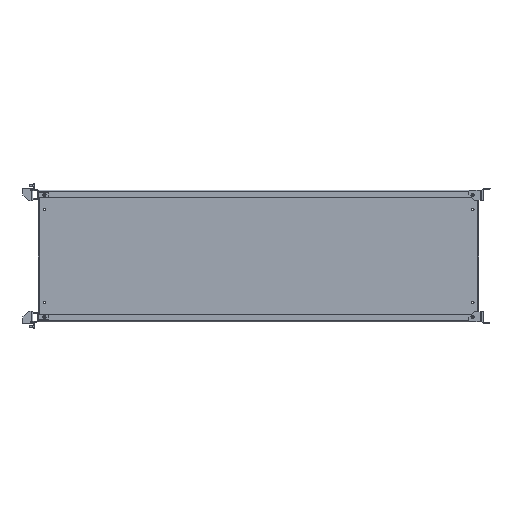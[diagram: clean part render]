
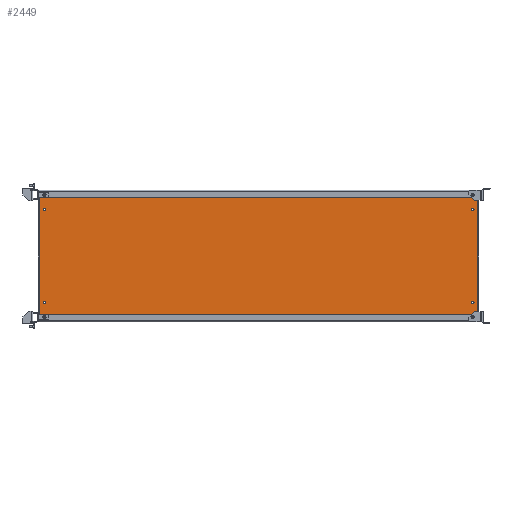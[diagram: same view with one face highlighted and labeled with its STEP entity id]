
A CAD part, top view. The second image highlights one B-rep face of the part: STEP entity #2449.
In plain terms, the highlighted planar face has unit normal (0, 0, 1).
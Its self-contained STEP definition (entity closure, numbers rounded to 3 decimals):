
#1826=B_SPLINE_CURVE_WITH_KNOTS('',1,(#12810,#12811,#12812),
 .UNSPECIFIED.,.F.,.F.,(2,1,2),(0.,0.272,1.),.UNSPECIFIED.);
#2160=FACE_BOUND('',#3605,.T.);
#2161=FACE_BOUND('',#3606,.T.);
#2162=FACE_BOUND('',#3607,.T.);
#2163=FACE_BOUND('',#3608,.T.);
#2164=FACE_BOUND('',#3609,.T.);
#2165=FACE_BOUND('',#3610,.T.);
#2166=FACE_BOUND('',#3611,.T.);
#2167=FACE_BOUND('',#3612,.T.);
#2168=FACE_BOUND('',#3613,.T.);
#2449=ADVANCED_FACE('F2',(#2160,#2161,#2162,#2163,#2164,#2165,#2166,#2167,
#2168),#2871,.F.);
#2871=PLANE('',#10051);
#3605=EDGE_LOOP('',(#4490,#4491,#4492,#4493,#4494,#4495,#4496,#4497,#4498,
#4499,#4500,#4501));
#3606=EDGE_LOOP('',(#4502));
#3607=EDGE_LOOP('',(#4503));
#3608=EDGE_LOOP('',(#4504));
#3609=EDGE_LOOP('',(#4505));
#3610=EDGE_LOOP('',(#4506));
#3611=EDGE_LOOP('',(#4507));
#3612=EDGE_LOOP('',(#4508));
#3613=EDGE_LOOP('',(#4509));
#4089=CIRCLE('',#9963,5.);
#4091=CIRCLE('',#9966,5.);
#4093=CIRCLE('',#9969,5.);
#4095=CIRCLE('',#9972,5.);
#4097=CIRCLE('',#9975,9.5);
#4099=CIRCLE('',#9978,9.5);
#4101=CIRCLE('',#9981,9.5);
#4103=CIRCLE('',#9984,9.5);
#4490=ORIENTED_EDGE('',*,*,#7641,.F.);
#4491=ORIENTED_EDGE('',*,*,#7645,.F.);
#4492=ORIENTED_EDGE('',*,*,#7611,.F.);
#4493=ORIENTED_EDGE('',*,*,#7646,.F.);
#4494=ORIENTED_EDGE('',*,*,#7555,.F.);
#4495=ORIENTED_EDGE('',*,*,#7529,.F.);
#4496=ORIENTED_EDGE('',*,*,#7647,.F.);
#4497=ORIENTED_EDGE('',*,*,#7648,.F.);
#4498=ORIENTED_EDGE('',*,*,#7525,.F.);
#4499=ORIENTED_EDGE('',*,*,#7649,.F.);
#4500=ORIENTED_EDGE('',*,*,#7636,.F.);
#4501=ORIENTED_EDGE('',*,*,#7644,.F.);
#4502=ORIENTED_EDGE('',*,*,#7524,.F.);
#4503=ORIENTED_EDGE('',*,*,#7521,.F.);
#4504=ORIENTED_EDGE('',*,*,#7518,.F.);
#4505=ORIENTED_EDGE('',*,*,#7515,.F.);
#4506=ORIENTED_EDGE('',*,*,#7512,.F.);
#4507=ORIENTED_EDGE('',*,*,#7509,.F.);
#4508=ORIENTED_EDGE('',*,*,#7506,.F.);
#4509=ORIENTED_EDGE('',*,*,#7503,.F.);
#6693=VERTEX_POINT('',#12491);
#6695=VERTEX_POINT('',#12497);
#6697=VERTEX_POINT('',#12503);
#6699=VERTEX_POINT('',#12509);
#6701=VERTEX_POINT('',#12515);
#6703=VERTEX_POINT('',#12521);
#6705=VERTEX_POINT('',#12527);
#6707=VERTEX_POINT('',#12533);
#6709=VERTEX_POINT('',#12539);
#6710=VERTEX_POINT('',#12540);
#6713=VERTEX_POINT('',#12548);
#6714=VERTEX_POINT('',#12549);
#6732=VERTEX_POINT('',#12601);
#6773=VERTEX_POINT('',#12714);
#6774=VERTEX_POINT('',#12715);
#6790=VERTEX_POINT('',#12775);
#6791=VERTEX_POINT('',#12777);
#6793=VERTEX_POINT('',#12788);
#6795=VERTEX_POINT('',#12791);
#6796=VERTEX_POINT('',#12824);
#7503=EDGE_CURVE('E1',#6693,#6693,#4089,.T.);
#7506=EDGE_CURVE('E2',#6695,#6695,#4091,.T.);
#7509=EDGE_CURVE('E3',#6697,#6697,#4093,.T.);
#7512=EDGE_CURVE('E4',#6699,#6699,#4095,.T.);
#7515=EDGE_CURVE('E5',#6701,#6701,#4097,.T.);
#7518=EDGE_CURVE('E6',#6703,#6703,#4099,.T.);
#7521=EDGE_CURVE('E7',#6705,#6705,#4101,.T.);
#7524=EDGE_CURVE('E8',#6707,#6707,#4103,.T.);
#7525=EDGE_CURVE('E18',#6709,#6710,#8723,.T.);
#7529=EDGE_CURVE('E15',#6713,#6714,#8725,.T.);
#7555=EDGE_CURVE('E14',#6714,#6732,#8748,.T.);
#7611=EDGE_CURVE('E12',#6773,#6774,#8784,.T.);
#7636=EDGE_CURVE('E20',#6790,#6791,#8797,.T.);
#7641=EDGE_CURVE('E10',#6793,#6795,#8800,.T.);
#7644=EDGE_CURVE('E9',#6795,#6790,#1826,.T.);
#7645=EDGE_CURVE('E11',#6774,#6793,#8801,.T.);
#7646=EDGE_CURVE('E13',#6732,#6773,#8802,.T.);
#7647=EDGE_CURVE('E16',#6796,#6713,#8803,.T.);
#7648=EDGE_CURVE('E17',#6710,#6796,#8804,.T.);
#7649=EDGE_CURVE('E19',#6791,#6709,#8805,.T.);
#8723=LINE('',#12538,#9346);
#8725=LINE('',#12547,#9348);
#8748=LINE('',#12600,#9371);
#8784=LINE('',#12713,#9407);
#8797=LINE('',#12776,#9420);
#8800=LINE('',#12790,#9423);
#8801=LINE('',#12821,#9424);
#8802=LINE('',#12822,#9425);
#8803=LINE('',#12823,#9426);
#8804=LINE('',#12825,#9427);
#8805=LINE('',#12826,#9428);
#9346=VECTOR('',#10661,1.);
#9348=VECTOR('',#10669,1.);
#9371=VECTOR('',#10714,1.);
#9407=VECTOR('',#10822,1.);
#9420=VECTOR('',#10857,1.);
#9423=VECTOR('',#10864,1.);
#9424=VECTOR('',#10869,1.);
#9425=VECTOR('',#10870,1.);
#9426=VECTOR('',#10871,1.);
#9427=VECTOR('',#10872,1.);
#9428=VECTOR('',#10873,1.);
#9963=AXIS2_PLACEMENT_3D('',#12494,#10608,#10609);
#9966=AXIS2_PLACEMENT_3D('',#12500,#10615,#10616);
#9969=AXIS2_PLACEMENT_3D('',#12506,#10622,#10623);
#9972=AXIS2_PLACEMENT_3D('',#12512,#10629,#10630);
#9975=AXIS2_PLACEMENT_3D('',#12518,#10636,#10637);
#9978=AXIS2_PLACEMENT_3D('',#12524,#10643,#10644);
#9981=AXIS2_PLACEMENT_3D('',#12530,#10650,#10651);
#9984=AXIS2_PLACEMENT_3D('',#12536,#10657,#10658);
#10051=AXIS2_PLACEMENT_3D('',#12827,#10874,#10875);
#10608=DIRECTION('',(0.,0.,1.));
#10609=DIRECTION('',(1.,0.,0.));
#10615=DIRECTION('',(0.,0.,1.));
#10616=DIRECTION('',(1.,0.,0.));
#10622=DIRECTION('',(0.,0.,1.));
#10623=DIRECTION('',(1.,0.,0.));
#10629=DIRECTION('',(0.,0.,1.));
#10630=DIRECTION('',(1.,0.,0.));
#10636=DIRECTION('',(0.,0.,1.));
#10637=DIRECTION('',(1.,0.,0.));
#10643=DIRECTION('',(0.,0.,1.));
#10644=DIRECTION('',(1.,0.,0.));
#10650=DIRECTION('',(0.,0.,1.));
#10651=DIRECTION('',(1.,0.,0.));
#10657=DIRECTION('',(0.,0.,1.));
#10658=DIRECTION('',(1.,0.,0.));
#10661=DIRECTION('',(1.,0.,0.));
#10669=DIRECTION('',(0.,-1.,0.));
#10714=DIRECTION('',(1.,0.,0.));
#10822=DIRECTION('',(-1.,0.,0.));
#10857=DIRECTION('',(-1.,0.,0.));
#10864=DIRECTION('',(1.,0.,0.));
#10869=DIRECTION('',(0.,1.,0.));
#10870=DIRECTION('',(0.,-1.,0.));
#10871=DIRECTION('',(-1.,0.,0.));
#10872=DIRECTION('',(0.,-1.,0.));
#10873=DIRECTION('',(0.,1.,0.));
#10874=DIRECTION('',(0.,0.,-1.));
#10875=DIRECTION('',(0.,1.,0.));
#12491=CARTESIAN_POINT('',(2198.979,-921.755,84.138));
#12494=CARTESIAN_POINT('',(2198.979,-916.755,84.138));
#12497=CARTESIAN_POINT('',(2198.979,-567.755,84.138));
#12500=CARTESIAN_POINT('',(2198.979,-562.755,84.138));
#12503=CARTESIAN_POINT('',(573.979,-567.755,84.138));
#12506=CARTESIAN_POINT('',(573.979,-562.755,84.138));
#12509=CARTESIAN_POINT('',(573.979,-921.755,84.138));
#12512=CARTESIAN_POINT('',(573.979,-916.755,84.138));
#12515=CARTESIAN_POINT('',(2198.979,-980.755,84.138));
#12518=CARTESIAN_POINT('',(2198.979,-971.255,84.138));
#12521=CARTESIAN_POINT('',(2198.979,-517.755,84.138));
#12524=CARTESIAN_POINT('',(2198.979,-508.255,84.138));
#12527=CARTESIAN_POINT('',(573.979,-517.755,84.138));
#12530=CARTESIAN_POINT('',(573.979,-508.255,84.138));
#12533=CARTESIAN_POINT('',(573.979,-980.755,84.138));
#12536=CARTESIAN_POINT('',(573.979,-971.255,84.138));
#12538=CARTESIAN_POINT('',(553.449,-496.055,84.138));
#12539=CARTESIAN_POINT('',(553.479,-496.055,84.138));
#12540=CARTESIAN_POINT('',(2219.479,-496.055,84.138));
#12547=CARTESIAN_POINT('',(2216.179,-739.755,84.138));
#12548=CARTESIAN_POINT('',(2216.179,-498.255,84.138));
#12549=CARTESIAN_POINT('',(2216.179,-981.255,84.138));
#12600=CARTESIAN_POINT('',(2217.829,-981.255,84.138));
#12601=CARTESIAN_POINT('',(2219.479,-981.255,84.138));
#12713=CARTESIAN_POINT('',(1386.479,-983.455,84.138));
#12714=CARTESIAN_POINT('',(2219.479,-983.455,84.138));
#12715=CARTESIAN_POINT('',(553.479,-983.455,84.138));
#12775=CARTESIAN_POINT('',(556.779,-498.255,84.138));
#12776=CARTESIAN_POINT('',(555.129,-498.255,84.138));
#12777=CARTESIAN_POINT('',(553.479,-498.255,84.138));
#12788=CARTESIAN_POINT('',(553.479,-981.256,84.138));
#12790=CARTESIAN_POINT('',(550.164,-981.256,84.138));
#12791=CARTESIAN_POINT('',(556.779,-981.256,84.138));
#12810=CARTESIAN_POINT('',(556.779,-1270.332,84.138));
#12811=CARTESIAN_POINT('',(556.779,-981.256,84.138));
#12812=CARTESIAN_POINT('',(556.779,-209.18,84.138));
#12821=CARTESIAN_POINT('',(553.479,-982.356,84.138));
#12822=CARTESIAN_POINT('',(2219.479,-982.355,84.138));
#12823=CARTESIAN_POINT('',(2217.829,-498.255,84.138));
#12824=CARTESIAN_POINT('',(2219.479,-498.255,84.138));
#12825=CARTESIAN_POINT('',(2219.479,-497.155,84.138));
#12826=CARTESIAN_POINT('',(553.479,-497.155,84.138));
#12827=CARTESIAN_POINT('',(553.449,-983.485,84.138));
